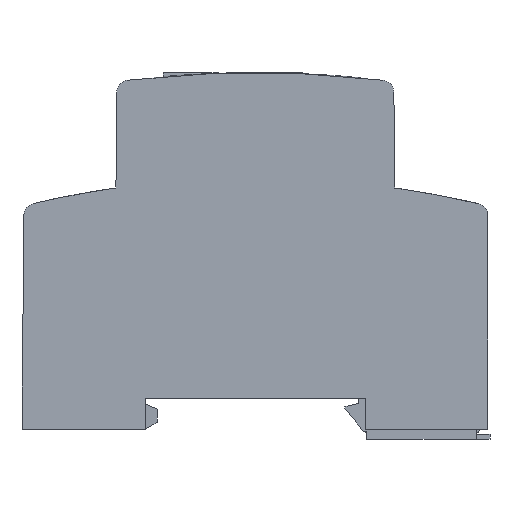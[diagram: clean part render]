
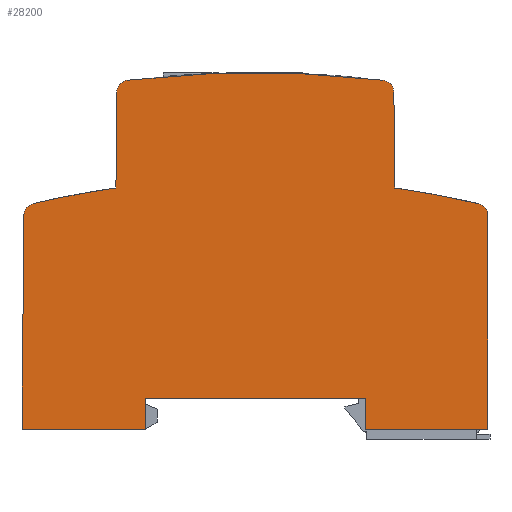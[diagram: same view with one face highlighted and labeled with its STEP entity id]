
A CAD part, left-side view. The second image highlights one B-rep face of the part: STEP entity #28200.
In plain terms, the highlighted face is planar.
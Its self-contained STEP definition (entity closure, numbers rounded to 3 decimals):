
#8130=CARTESIAN_POINT('',(89.926,72.341,-20.25));
#8140=VERTEX_POINT('',#8130);
#8320=CARTESIAN_POINT('',(48.757,72.341,-20.25));
#8330=VERTEX_POINT('',#8320);
#8360=CARTESIAN_POINT('',(69.341,-101.444,-20.25));
#8370=DIRECTION('',(0.,0.,-1.));
#8380=DIRECTION('',(-1.,0.,0.));
#8390=AXIS2_PLACEMENT_3D('',#8360,#8370,#8380);
#8400=CIRCLE('',#8390,175.);
#8410=EDGE_CURVE('',#8330,#8140,#8400,.T.);
#9590=CARTESIAN_POINT('',(106.975,16.056,-20.25));
#9600=VERTEX_POINT('',#9590);
#9650=CARTESIAN_POINT('',(45.021,16.056,-20.25));
#9660=DIRECTION('',(1.,0.,0.));
#9670=VECTOR('',#9660,1.);
#9680=LINE('',#9650,#9670);
#9690=CARTESIAN_POINT('',(87.091,16.056,-20.25));
#9700=VERTEX_POINT('',#9690);
#9710=EDGE_CURVE('',#9700,#9600,#9680,.T.);
#16970=CARTESIAN_POINT('',(46.992,70.373,-20.25));
#16980=VERTEX_POINT('',#16970);
#17010=CARTESIAN_POINT('',(48.992,70.355,-20.25));
#17020=DIRECTION('',(0.,0.,1.));
#17030=DIRECTION('',(1.,0.,0.));
#17040=AXIS2_PLACEMENT_3D('',#17010,#17020,#17030);
#17050=CIRCLE('',#17040,2.);
#17060=EDGE_CURVE('',#8330,#16980,#17050,.T.);
#20230=CARTESIAN_POINT('',(91.825,54.948,-20.25));
#20240=VERTEX_POINT('',#20230);
#20270=CARTESIAN_POINT('',(69.341,-101.444,-20.25));
#20280=DIRECTION('',(0.,0.,-1.));
#20290=DIRECTION('',(-1.,0.,0.));
#20300=AXIS2_PLACEMENT_3D('',#20270,#20280,#20290);
#20310=CIRCLE('',#20300,158.);
#20320=CARTESIAN_POINT('',(105.127,52.45,-20.25));
#20330=VERTEX_POINT('',#20320);
#20340=EDGE_CURVE('',#20240,#20330,#20310,.T.);
#23210=CARTESIAN_POINT('',(91.69,70.373,-20.25));
#23220=VERTEX_POINT('',#23210);
#23250=CARTESIAN_POINT('',(91.822,55.264,-20.25));
#23260=DIRECTION('',(-0.009,1.,
0.));
#23270=VECTOR('',#23260,1.);
#23280=LINE('',#23250,#23270);
#23290=EDGE_CURVE('',#20240,#23220,#23280,.T.);
#23730=CARTESIAN_POINT('',(45.021,21.056,-20.25));
#23740=DIRECTION('',(1.,0.,0.));
#23750=VECTOR('',#23740,1.);
#23760=LINE('',#23730,#23750);
#23770=CARTESIAN_POINT('',(51.591,21.056,-20.25));
#23780=VERTEX_POINT('',#23770);
#23790=CARTESIAN_POINT('',(87.091,21.056,-20.25));
#23800=VERTEX_POINT('',#23790);
#23810=EDGE_CURVE('',#23780,#23800,#23760,.T.);
#25630=CARTESIAN_POINT('',(46.858,54.948,-20.25));
#25640=VERTEX_POINT('',#25630);
#25670=CARTESIAN_POINT('',(46.861,55.264,-20.25));
#25680=DIRECTION('',(-0.009,-1.,
0.));
#25690=VECTOR('',#25680,1.);
#25700=LINE('',#25670,#25690);
#25710=EDGE_CURVE('',#16980,#25640,#25700,.T.);
#26090=CARTESIAN_POINT('',(87.091,55.264,-20.25));
#26100=DIRECTION('',(0.,-1.,0.));
#26110=VECTOR('',#26100,1.);
#26120=LINE('',#26090,#26110);
#26130=EDGE_CURVE('',#23800,#9700,#26120,.T.);
#27430=CARTESIAN_POINT('',(69.341,23.506,-20.25));
#27440=DIRECTION('',(0.,0.,-1.));
#27450=DIRECTION('',(-1.,0.,0.));
#27460=AXIS2_PLACEMENT_3D('',#27430,#27440,#27450);
#27470=PLANE('',#27460);
#27480=ORIENTED_EDGE('',*,*,#17060,.F.);
#27490=ORIENTED_EDGE('',*,*,#25710,.F.);
#27500=CARTESIAN_POINT('',(69.341,-101.444,-20.25));
#27510=DIRECTION('',(0.,0.,-1.));
#27520=DIRECTION('',(-1.,0.,0.));
#27530=AXIS2_PLACEMENT_3D('',#27500,#27510,#27520);
#27540=CIRCLE('',#27530,158.);
#27550=CARTESIAN_POINT('',(33.386,52.411,
-20.25));
#27560=VERTEX_POINT('',#27550);
#27570=EDGE_CURVE('',#27560,#25640,#27540,.T.);
#27580=ORIENTED_EDGE('',*,*,#27570,.T.);
#27590=CARTESIAN_POINT('',(33.841,50.463,
-20.25));
#27600=DIRECTION('',(0.,0.,-1.));
#27610=DIRECTION('',(-1.,0.,0.));
#27620=AXIS2_PLACEMENT_3D('',#27590,#27600,#27610);
#27630=CIRCLE('',#27620,2.);
#27640=CARTESIAN_POINT('',(31.841,50.463,
-20.25));
#27650=VERTEX_POINT('',#27640);
#27660=EDGE_CURVE('',#27650,#27560,#27630,.T.);
#27670=ORIENTED_EDGE('',*,*,#27660,.T.);
#27680=CARTESIAN_POINT('',(31.841,55.264,
-20.25));
#27690=DIRECTION('',(0.,1.,0.));
#27700=VECTOR('',#27690,1.);
#27710=LINE('',#27680,#27700);
#27720=CARTESIAN_POINT('',(31.841,16.056,
-20.25));
#27730=VERTEX_POINT('',#27720);
#27740=EDGE_CURVE('',#27730,#27650,#27710,.T.);
#27750=ORIENTED_EDGE('',*,*,#27740,.T.);
#27760=CARTESIAN_POINT('',(45.021,16.056,-20.25));
#27770=DIRECTION('',(1.,0.,0.));
#27780=VECTOR('',#27770,1.);
#27790=LINE('',#27760,#27780);
#27800=CARTESIAN_POINT('',(51.591,16.056,-20.25));
#27810=VERTEX_POINT('',#27800);
#27820=EDGE_CURVE('',#27730,#27810,#27790,.T.);
#27830=ORIENTED_EDGE('',*,*,#27820,.F.);
#27840=CARTESIAN_POINT('',(51.591,55.264,-20.25));
#27850=DIRECTION('',(0.,-1.,0.));
#27860=VECTOR('',#27850,1.);
#27870=LINE('',#27840,#27860);
#27880=EDGE_CURVE('',#23780,#27810,#27870,.T.);
#27890=ORIENTED_EDGE('',*,*,#27880,.T.);
#27900=ORIENTED_EDGE('',*,*,#23810,.F.);
#27910=ORIENTED_EDGE('',*,*,#26130,.F.);
#27920=ORIENTED_EDGE('',*,*,#9710,.F.);
#27930=CARTESIAN_POINT('',(106.633,55.264,-20.25));
#27940=DIRECTION('',(0.009,-1.,
0.));
#27950=VECTOR('',#27940,1.);
#27960=LINE('',#27930,#27950);
#27970=CARTESIAN_POINT('',(106.674,50.52,-20.25));
#27980=VERTEX_POINT('',#27970);
#27990=EDGE_CURVE('',#27980,#9600,#27960,.T.);
#28000=ORIENTED_EDGE('',*,*,#27990,.T.);
#28010=CARTESIAN_POINT('',(104.674,50.502,-20.25));
#28020=DIRECTION('',(0.,0.,-1.));
#28030=DIRECTION('',(-1.,0.,0.));
#28040=AXIS2_PLACEMENT_3D('',#28010,#28020,#28030);
#28050=CIRCLE('',#28040,2.);
#28060=EDGE_CURVE('',#20330,#27980,#28050,.T.);
#28070=ORIENTED_EDGE('',*,*,#28060,.T.);
#28080=ORIENTED_EDGE('',*,*,#20340,.T.);
#28090=ORIENTED_EDGE('',*,*,#23290,.F.);
#28100=CARTESIAN_POINT('',(89.69,70.355,-20.25));
#28110=DIRECTION('',(0.,0.,1.));
#28120=DIRECTION('',(1.,0.,0.));
#28130=AXIS2_PLACEMENT_3D('',#28100,#28110,#28120);
#28140=CIRCLE('',#28130,2.);
#28150=EDGE_CURVE('',#23220,#8140,#28140,.T.);
#28160=ORIENTED_EDGE('',*,*,#28150,.F.);
#28170=ORIENTED_EDGE('',*,*,#8410,.T.);
#28180=EDGE_LOOP('',(#28170,#28160,#28090,#28080,#28070,#28000,#27920,
#27910,#27900,#27890,#27830,#27750,#27670,#27580,#27490,#27480));
#28190=FACE_OUTER_BOUND('',#28180,.T.);
#28200=ADVANCED_FACE('',(#28190),#27470,.T.);
